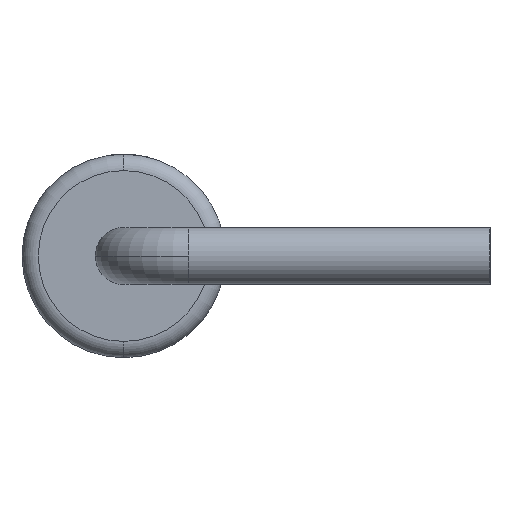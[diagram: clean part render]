
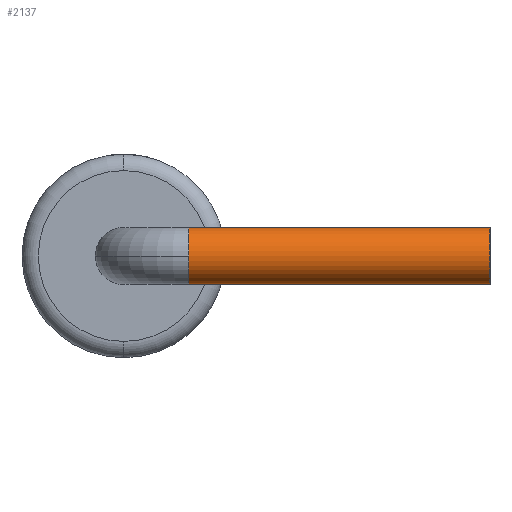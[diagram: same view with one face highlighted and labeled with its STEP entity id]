
A CAD part, left-side view. The second image highlights one B-rep face of the part: STEP entity #2137.
In plain terms, the highlighted cylindrical face has radius 0.35 mm (diameter 0.7 mm), a partial arc.
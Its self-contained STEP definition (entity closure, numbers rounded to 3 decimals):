
#3 = EDGE_CURVE ( 'NONE', #2278, #1818, #1142, .T. ) ;
#36 = CARTESIAN_POINT ( 'NONE',  ( -0.737, 0., 0. ) ) ;
#109 = DIRECTION ( 'NONE',  ( 0., 1., 0. ) ) ;
#121 = EDGE_CURVE ( 'NONE', #125, #1818, #1951, .T. ) ;
#125 = VERTEX_POINT ( 'NONE', #1178 ) ;
#211 = DIRECTION ( 'NONE',  ( 0., 1., 0. ) ) ;
#241 = EDGE_CURVE ( 'NONE', #2073, #1617, #2106, .T. ) ;
#282 = CYLINDRICAL_SURFACE ( 'NONE', #2028, 0.35 ) ;
#342 = CARTESIAN_POINT ( 'NONE',  ( -0.737, 0., -0.35 ) ) ;
#377 = AXIS2_PLACEMENT_3D ( 'NONE', #36, #211, #1963 ) ;
#437 = DIRECTION ( 'NONE',  ( 0., 1., 0. ) ) ;
#484 = CIRCLE ( 'NONE', #377, 0.35 ) ;
#515 = VECTOR ( 'NONE', #1970, 1000. ) ;
#582 = FACE_OUTER_BOUND ( 'NONE', #1132, .T. ) ;
#634 = DIRECTION ( 'NONE',  ( 0., 0., 1. ) ) ;
#640 = CARTESIAN_POINT ( 'NONE',  ( -0.737, 0., 0. ) ) ;
#834 = CARTESIAN_POINT ( 'NONE',  ( -0.737, 3.7, 0. ) ) ;
#856 = EDGE_CURVE ( 'NONE', #2073, #2278, #484, .T. ) ;
#997 = DIRECTION ( 'NONE',  ( 0., 0., 1. ) ) ;
#1039 = DIRECTION ( 'NONE',  ( 0., 1., 0. ) ) ;
#1058 = VECTOR ( 'NONE', #1039, 1000. ) ;
#1075 = AXIS2_PLACEMENT_3D ( 'NONE', #834, #1350, #1859 ) ;
#1081 = AXIS2_PLACEMENT_3D ( 'NONE', #1674, #109, #997 ) ;
#1129 = ORIENTED_EDGE ( 'NONE', *, *, #856, .T. ) ;
#1132 = EDGE_LOOP ( 'NONE', ( #1990, #1129, #1206, #2066, #1795 ) ) ;
#1140 = CARTESIAN_POINT ( 'NONE',  ( -0.737, 0., -0.35 ) ) ;
#1142 = LINE ( 'NONE', #1486, #515 ) ;
#1178 = CARTESIAN_POINT ( 'NONE',  ( -1.087, 3.7, 0. ) ) ;
#1206 = ORIENTED_EDGE ( 'NONE', *, *, #3, .T. ) ;
#1350 = DIRECTION ( 'NONE',  ( 0., 1., 0. ) ) ;
#1385 = CARTESIAN_POINT ( 'NONE',  ( -0.737, 0., 0.35 ) ) ;
#1486 = CARTESIAN_POINT ( 'NONE',  ( -0.737, 0., 0.35 ) ) ;
#1617 = VERTEX_POINT ( 'NONE', #1646 ) ;
#1646 = CARTESIAN_POINT ( 'NONE',  ( -0.737, 3.7, -0.35 ) ) ;
#1674 = CARTESIAN_POINT ( 'NONE',  ( -0.737, 3.7, 0. ) ) ;
#1723 = CIRCLE ( 'NONE', #1075, 0.35 ) ;
#1783 = CARTESIAN_POINT ( 'NONE',  ( -0.737, 3.7, 0.35 ) ) ;
#1795 = ORIENTED_EDGE ( 'NONE', *, *, #2186, .F. ) ;
#1818 = VERTEX_POINT ( 'NONE', #1783 ) ;
#1859 = DIRECTION ( 'NONE',  ( 0., 0., 1. ) ) ;
#1951 = CIRCLE ( 'NONE', #1081, 0.35 ) ;
#1963 = DIRECTION ( 'NONE',  ( 0., 0., 1. ) ) ;
#1970 = DIRECTION ( 'NONE',  ( 0., 1., 0. ) ) ;
#1990 = ORIENTED_EDGE ( 'NONE', *, *, #241, .F. ) ;
#2028 = AXIS2_PLACEMENT_3D ( 'NONE', #640, #437, #634 ) ;
#2066 = ORIENTED_EDGE ( 'NONE', *, *, #121, .F. ) ;
#2073 = VERTEX_POINT ( 'NONE', #1140 ) ;
#2106 = LINE ( 'NONE', #342, #1058 ) ;
#2137 = ADVANCED_FACE ( 'NONE', ( #582 ), #282, .T. ) ;
#2186 = EDGE_CURVE ( 'NONE', #1617, #125, #1723, .T. ) ;
#2278 = VERTEX_POINT ( 'NONE', #1385 ) ;
